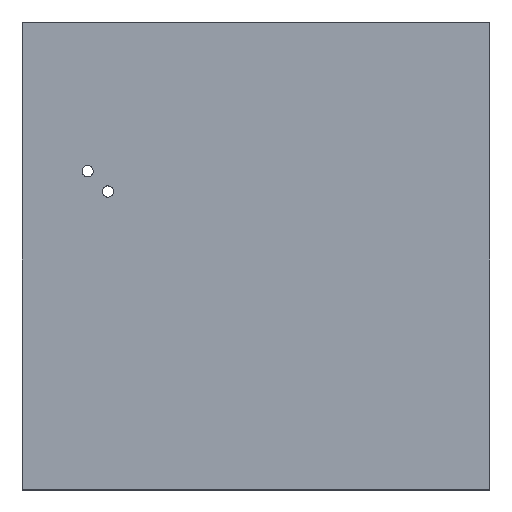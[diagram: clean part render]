
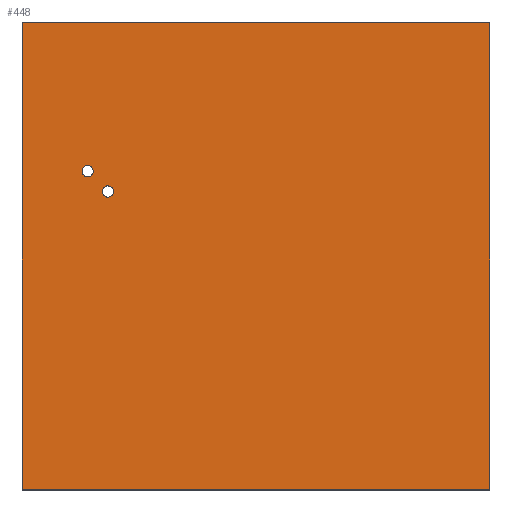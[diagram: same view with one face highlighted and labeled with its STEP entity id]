
A CAD part, top view. The second image highlights one B-rep face of the part: STEP entity #448.
In plain terms, the highlighted planar face has unit normal (0, 0, 1).
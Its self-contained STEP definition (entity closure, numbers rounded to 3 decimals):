
#35 = VERTEX_POINT('',#36);
#36 = CARTESIAN_POINT('',(239.81,-95.59,1.6));
#43 = PLANE('',#44);
#44 = AXIS2_PLACEMENT_3D('',#45,#46,#47);
#45 = CARTESIAN_POINT('',(239.81,-95.59,0.));
#46 = DIRECTION('',(1.,0.,-0.));
#47 = DIRECTION('',(0.,-1.,0.));
#55 = PLANE('',#56);
#56 = AXIS2_PLACEMENT_3D('',#57,#58,#59);
#57 = CARTESIAN_POINT('',(198.39,-95.59,0.));
#58 = DIRECTION('',(0.,1.,0.));
#59 = DIRECTION('',(1.,0.,0.));
#67 = EDGE_CURVE('',#35,#68,#70,.T.);
#68 = VERTEX_POINT('',#69);
#69 = CARTESIAN_POINT('',(239.81,-116.3,1.6));
#70 = SURFACE_CURVE('',#71,(#75,#82),.PCURVE_S1.);
#71 = LINE('',#72,#73);
#72 = CARTESIAN_POINT('',(239.81,-95.59,1.6));
#73 = VECTOR('',#74,1.);
#74 = DIRECTION('',(0.,-1.,0.));
#75 = PCURVE('',#43,#76);
#76 = DEFINITIONAL_REPRESENTATION('',(#77),#81);
#77 = LINE('',#78,#79);
#78 = CARTESIAN_POINT('',(0.,-1.6));
#79 = VECTOR('',#80,1.);
#80 = DIRECTION('',(1.,0.));
#81 = ( GEOMETRIC_REPRESENTATION_CONTEXT(2) 
PARAMETRIC_REPRESENTATION_CONTEXT() REPRESENTATION_CONTEXT('2D SPACE',''
  ) );
#82 = PCURVE('',#83,#88);
#83 = PLANE('',#84);
#84 = AXIS2_PLACEMENT_3D('',#85,#86,#87);
#85 = CARTESIAN_POINT('',(219.1,-116.3,1.6));
#86 = DIRECTION('',(-0.,-0.,-1.));
#87 = DIRECTION('',(-1.,0.,0.));
#88 = DEFINITIONAL_REPRESENTATION('',(#89),#93);
#89 = LINE('',#90,#91);
#90 = CARTESIAN_POINT('',(-20.71,20.71));
#91 = VECTOR('',#92,1.);
#92 = DIRECTION('',(0.,-1.));
#93 = ( GEOMETRIC_REPRESENTATION_CONTEXT(2) 
PARAMETRIC_REPRESENTATION_CONTEXT() REPRESENTATION_CONTEXT('2D SPACE',''
  ) );
#111 = PLANE('',#112);
#112 = AXIS2_PLACEMENT_3D('',#113,#114,#115);
#113 = CARTESIAN_POINT('',(239.81,-116.3,0.));
#114 = DIRECTION('',(1.,0.,-0.));
#115 = DIRECTION('',(0.,-1.,0.));
#155 = VERTEX_POINT('',#156);
#156 = CARTESIAN_POINT('',(198.39,-95.59,1.6));
#170 = PLANE('',#171);
#171 = AXIS2_PLACEMENT_3D('',#172,#173,#174);
#172 = CARTESIAN_POINT('',(198.39,-116.3,0.));
#173 = DIRECTION('',(-1.,0.,0.));
#174 = DIRECTION('',(0.,1.,0.));
#182 = EDGE_CURVE('',#155,#35,#183,.T.);
#183 = SURFACE_CURVE('',#184,(#188,#195),.PCURVE_S1.);
#184 = LINE('',#185,#186);
#185 = CARTESIAN_POINT('',(198.39,-95.59,1.6));
#186 = VECTOR('',#187,1.);
#187 = DIRECTION('',(1.,0.,0.));
#188 = PCURVE('',#55,#189);
#189 = DEFINITIONAL_REPRESENTATION('',(#190),#194);
#190 = LINE('',#191,#192);
#191 = CARTESIAN_POINT('',(0.,-1.6));
#192 = VECTOR('',#193,1.);
#193 = DIRECTION('',(1.,0.));
#194 = ( GEOMETRIC_REPRESENTATION_CONTEXT(2) 
PARAMETRIC_REPRESENTATION_CONTEXT() REPRESENTATION_CONTEXT('2D SPACE',''
  ) );
#195 = PCURVE('',#83,#196);
#196 = DEFINITIONAL_REPRESENTATION('',(#197),#201);
#197 = LINE('',#198,#199);
#198 = CARTESIAN_POINT('',(20.71,20.71));
#199 = VECTOR('',#200,1.);
#200 = DIRECTION('',(-1.,0.));
#201 = ( GEOMETRIC_REPRESENTATION_CONTEXT(2) 
PARAMETRIC_REPRESENTATION_CONTEXT() REPRESENTATION_CONTEXT('2D SPACE',''
  ) );
#229 = EDGE_CURVE('',#68,#230,#232,.T.);
#230 = VERTEX_POINT('',#231);
#231 = CARTESIAN_POINT('',(239.81,-137.01,1.6));
#232 = SURFACE_CURVE('',#233,(#237,#244),.PCURVE_S1.);
#233 = LINE('',#234,#235);
#234 = CARTESIAN_POINT('',(239.81,-116.3,1.6));
#235 = VECTOR('',#236,1.);
#236 = DIRECTION('',(0.,-1.,0.));
#237 = PCURVE('',#111,#238);
#238 = DEFINITIONAL_REPRESENTATION('',(#239),#243);
#239 = LINE('',#240,#241);
#240 = CARTESIAN_POINT('',(0.,-1.6));
#241 = VECTOR('',#242,1.);
#242 = DIRECTION('',(1.,0.));
#243 = ( GEOMETRIC_REPRESENTATION_CONTEXT(2) 
PARAMETRIC_REPRESENTATION_CONTEXT() REPRESENTATION_CONTEXT('2D SPACE',''
  ) );
#244 = PCURVE('',#83,#245);
#245 = DEFINITIONAL_REPRESENTATION('',(#246),#250);
#246 = LINE('',#247,#248);
#247 = CARTESIAN_POINT('',(-20.71,0.));
#248 = VECTOR('',#249,1.);
#249 = DIRECTION('',(0.,-1.));
#250 = ( GEOMETRIC_REPRESENTATION_CONTEXT(2) 
PARAMETRIC_REPRESENTATION_CONTEXT() REPRESENTATION_CONTEXT('2D SPACE',''
  ) );
#268 = PLANE('',#269);
#269 = AXIS2_PLACEMENT_3D('',#270,#271,#272);
#270 = CARTESIAN_POINT('',(239.81,-137.01,0.));
#271 = DIRECTION('',(0.,-1.,0.));
#272 = DIRECTION('',(-1.,0.,0.));
#345 = PLANE('',#346);
#346 = AXIS2_PLACEMENT_3D('',#347,#348,#349);
#347 = CARTESIAN_POINT('',(198.39,-137.01,0.));
#348 = DIRECTION('',(-1.,0.,0.));
#349 = DIRECTION('',(0.,1.,0.));
#402 = CYLINDRICAL_SURFACE('',#403,0.5);
#403 = AXIS2_PLACEMENT_3D('',#404,#405,#406);
#404 = CARTESIAN_POINT('',(204.2,-108.8,-0.8));
#405 = DIRECTION('',(0.,0.,1.));
#406 = DIRECTION('',(1.,0.,-0.));
#437 = CYLINDRICAL_SURFACE('',#438,0.5);
#438 = AXIS2_PLACEMENT_3D('',#439,#440,#441);
#439 = CARTESIAN_POINT('',(205.996,-110.596,-0.8));
#440 = DIRECTION('',(0.,0.,1.));
#441 = DIRECTION('',(1.,0.,-0.));
#448 = ADVANCED_FACE('',(#449,#521,#551),#83,.F.);
#449 = FACE_BOUND('',#450,.F.);
#450 = EDGE_LOOP('',(#451,#452,#453,#476,#499,#520));
#451 = ORIENTED_EDGE('',*,*,#67,.T.);
#452 = ORIENTED_EDGE('',*,*,#229,.T.);
#453 = ORIENTED_EDGE('',*,*,#454,.T.);
#454 = EDGE_CURVE('',#230,#455,#457,.T.);
#455 = VERTEX_POINT('',#456);
#456 = CARTESIAN_POINT('',(198.39,-137.01,1.6));
#457 = SURFACE_CURVE('',#458,(#462,#469),.PCURVE_S1.);
#458 = LINE('',#459,#460);
#459 = CARTESIAN_POINT('',(239.81,-137.01,1.6));
#460 = VECTOR('',#461,1.);
#461 = DIRECTION('',(-1.,0.,0.));
#462 = PCURVE('',#83,#463);
#463 = DEFINITIONAL_REPRESENTATION('',(#464),#468);
#464 = LINE('',#465,#466);
#465 = CARTESIAN_POINT('',(-20.71,-20.71));
#466 = VECTOR('',#467,1.);
#467 = DIRECTION('',(1.,0.));
#468 = ( GEOMETRIC_REPRESENTATION_CONTEXT(2) 
PARAMETRIC_REPRESENTATION_CONTEXT() REPRESENTATION_CONTEXT('2D SPACE',''
  ) );
#469 = PCURVE('',#268,#470);
#470 = DEFINITIONAL_REPRESENTATION('',(#471),#475);
#471 = LINE('',#472,#473);
#472 = CARTESIAN_POINT('',(0.,-1.6));
#473 = VECTOR('',#474,1.);
#474 = DIRECTION('',(1.,0.));
#475 = ( GEOMETRIC_REPRESENTATION_CONTEXT(2) 
PARAMETRIC_REPRESENTATION_CONTEXT() REPRESENTATION_CONTEXT('2D SPACE',''
  ) );
#476 = ORIENTED_EDGE('',*,*,#477,.T.);
#477 = EDGE_CURVE('',#455,#478,#480,.T.);
#478 = VERTEX_POINT('',#479);
#479 = CARTESIAN_POINT('',(198.39,-116.3,1.6));
#480 = SURFACE_CURVE('',#481,(#485,#492),.PCURVE_S1.);
#481 = LINE('',#482,#483);
#482 = CARTESIAN_POINT('',(198.39,-137.01,1.6));
#483 = VECTOR('',#484,1.);
#484 = DIRECTION('',(0.,1.,0.));
#485 = PCURVE('',#83,#486);
#486 = DEFINITIONAL_REPRESENTATION('',(#487),#491);
#487 = LINE('',#488,#489);
#488 = CARTESIAN_POINT('',(20.71,-20.71));
#489 = VECTOR('',#490,1.);
#490 = DIRECTION('',(0.,1.));
#491 = ( GEOMETRIC_REPRESENTATION_CONTEXT(2) 
PARAMETRIC_REPRESENTATION_CONTEXT() REPRESENTATION_CONTEXT('2D SPACE',''
  ) );
#492 = PCURVE('',#345,#493);
#493 = DEFINITIONAL_REPRESENTATION('',(#494),#498);
#494 = LINE('',#495,#496);
#495 = CARTESIAN_POINT('',(0.,-1.6));
#496 = VECTOR('',#497,1.);
#497 = DIRECTION('',(1.,0.));
#498 = ( GEOMETRIC_REPRESENTATION_CONTEXT(2) 
PARAMETRIC_REPRESENTATION_CONTEXT() REPRESENTATION_CONTEXT('2D SPACE',''
  ) );
#499 = ORIENTED_EDGE('',*,*,#500,.T.);
#500 = EDGE_CURVE('',#478,#155,#501,.T.);
#501 = SURFACE_CURVE('',#502,(#506,#513),.PCURVE_S1.);
#502 = LINE('',#503,#504);
#503 = CARTESIAN_POINT('',(198.39,-116.3,1.6));
#504 = VECTOR('',#505,1.);
#505 = DIRECTION('',(0.,1.,0.));
#506 = PCURVE('',#83,#507);
#507 = DEFINITIONAL_REPRESENTATION('',(#508),#512);
#508 = LINE('',#509,#510);
#509 = CARTESIAN_POINT('',(20.71,0.));
#510 = VECTOR('',#511,1.);
#511 = DIRECTION('',(0.,1.));
#512 = ( GEOMETRIC_REPRESENTATION_CONTEXT(2) 
PARAMETRIC_REPRESENTATION_CONTEXT() REPRESENTATION_CONTEXT('2D SPACE',''
  ) );
#513 = PCURVE('',#170,#514);
#514 = DEFINITIONAL_REPRESENTATION('',(#515),#519);
#515 = LINE('',#516,#517);
#516 = CARTESIAN_POINT('',(0.,-1.6));
#517 = VECTOR('',#518,1.);
#518 = DIRECTION('',(1.,0.));
#519 = ( GEOMETRIC_REPRESENTATION_CONTEXT(2) 
PARAMETRIC_REPRESENTATION_CONTEXT() REPRESENTATION_CONTEXT('2D SPACE',''
  ) );
#520 = ORIENTED_EDGE('',*,*,#182,.T.);
#521 = FACE_BOUND('',#522,.F.);
#522 = EDGE_LOOP('',(#523));
#523 = ORIENTED_EDGE('',*,*,#524,.T.);
#524 = EDGE_CURVE('',#525,#525,#527,.T.);
#525 = VERTEX_POINT('',#526);
#526 = CARTESIAN_POINT('',(204.7,-108.8,1.6));
#527 = SURFACE_CURVE('',#528,(#533,#544),.PCURVE_S1.);
#528 = CIRCLE('',#529,0.5);
#529 = AXIS2_PLACEMENT_3D('',#530,#531,#532);
#530 = CARTESIAN_POINT('',(204.2,-108.8,1.6));
#531 = DIRECTION('',(0.,0.,1.));
#532 = DIRECTION('',(1.,0.,-0.));
#533 = PCURVE('',#83,#534);
#534 = DEFINITIONAL_REPRESENTATION('',(#535),#543);
#535 = ( BOUNDED_CURVE() B_SPLINE_CURVE(2,(#536,#537,#538,#539,#540,#541
,#542),.UNSPECIFIED.,.T.,.F.) B_SPLINE_CURVE_WITH_KNOTS((1,2,2,2,2,1),(
    -2.094,0.,2.094,4.189,6.283,
8.378),.UNSPECIFIED.) CURVE() GEOMETRIC_REPRESENTATION_ITEM() 
RATIONAL_B_SPLINE_CURVE((1.,0.5,1.,0.5,1.,0.5,1.)) REPRESENTATION_ITEM(
  '') );
#536 = CARTESIAN_POINT('',(14.4,7.5));
#537 = CARTESIAN_POINT('',(14.4,8.366));
#538 = CARTESIAN_POINT('',(15.15,7.933));
#539 = CARTESIAN_POINT('',(15.9,7.5));
#540 = CARTESIAN_POINT('',(15.15,7.067));
#541 = CARTESIAN_POINT('',(14.4,6.634));
#542 = CARTESIAN_POINT('',(14.4,7.5));
#543 = ( GEOMETRIC_REPRESENTATION_CONTEXT(2) 
PARAMETRIC_REPRESENTATION_CONTEXT() REPRESENTATION_CONTEXT('2D SPACE',''
  ) );
#544 = PCURVE('',#402,#545);
#545 = DEFINITIONAL_REPRESENTATION('',(#546),#550);
#546 = LINE('',#547,#548);
#547 = CARTESIAN_POINT('',(0.,2.4));
#548 = VECTOR('',#549,1.);
#549 = DIRECTION('',(1.,0.));
#550 = ( GEOMETRIC_REPRESENTATION_CONTEXT(2) 
PARAMETRIC_REPRESENTATION_CONTEXT() REPRESENTATION_CONTEXT('2D SPACE',''
  ) );
#551 = FACE_BOUND('',#552,.F.);
#552 = EDGE_LOOP('',(#553));
#553 = ORIENTED_EDGE('',*,*,#554,.T.);
#554 = EDGE_CURVE('',#555,#555,#557,.T.);
#555 = VERTEX_POINT('',#556);
#556 = CARTESIAN_POINT('',(206.496,-110.596,1.6));
#557 = SURFACE_CURVE('',#558,(#563,#574),.PCURVE_S1.);
#558 = CIRCLE('',#559,0.5);
#559 = AXIS2_PLACEMENT_3D('',#560,#561,#562);
#560 = CARTESIAN_POINT('',(205.996,-110.596,1.6));
#561 = DIRECTION('',(0.,0.,1.));
#562 = DIRECTION('',(1.,0.,-0.));
#563 = PCURVE('',#83,#564);
#564 = DEFINITIONAL_REPRESENTATION('',(#565),#573);
#565 = ( BOUNDED_CURVE() B_SPLINE_CURVE(2,(#566,#567,#568,#569,#570,#571
,#572),.UNSPECIFIED.,.T.,.F.) B_SPLINE_CURVE_WITH_KNOTS((1,2,2,2,2,1),(
    -2.094,0.,2.094,4.189,6.283,
8.378),.UNSPECIFIED.) CURVE() GEOMETRIC_REPRESENTATION_ITEM() 
RATIONAL_B_SPLINE_CURVE((1.,0.5,1.,0.5,1.,0.5,1.)) REPRESENTATION_ITEM(
  '') );
#566 = CARTESIAN_POINT('',(12.604,5.704));
#567 = CARTESIAN_POINT('',(12.604,6.57));
#568 = CARTESIAN_POINT('',(13.354,6.137));
#569 = CARTESIAN_POINT('',(14.104,5.704));
#570 = CARTESIAN_POINT('',(13.354,5.271));
#571 = CARTESIAN_POINT('',(12.604,4.838));
#572 = CARTESIAN_POINT('',(12.604,5.704));
#573 = ( GEOMETRIC_REPRESENTATION_CONTEXT(2) 
PARAMETRIC_REPRESENTATION_CONTEXT() REPRESENTATION_CONTEXT('2D SPACE',''
  ) );
#574 = PCURVE('',#437,#575);
#575 = DEFINITIONAL_REPRESENTATION('',(#576),#580);
#576 = LINE('',#577,#578);
#577 = CARTESIAN_POINT('',(0.,2.4));
#578 = VECTOR('',#579,1.);
#579 = DIRECTION('',(1.,0.));
#580 = ( GEOMETRIC_REPRESENTATION_CONTEXT(2) 
PARAMETRIC_REPRESENTATION_CONTEXT() REPRESENTATION_CONTEXT('2D SPACE',''
  ) );
